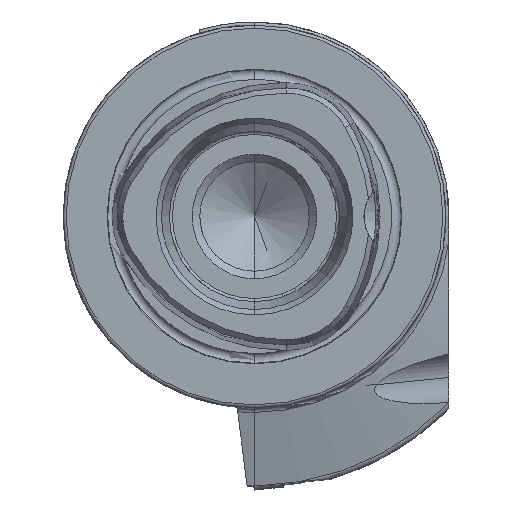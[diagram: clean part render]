
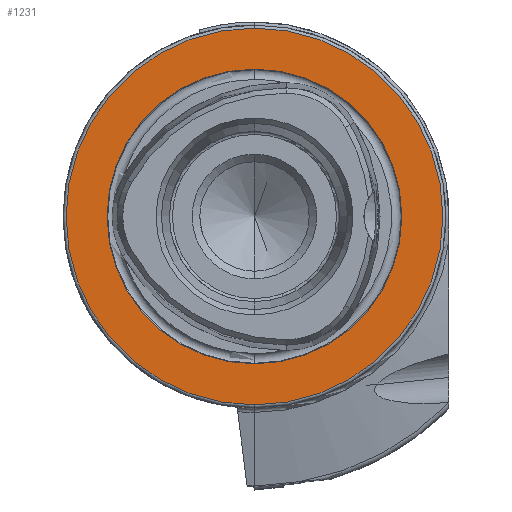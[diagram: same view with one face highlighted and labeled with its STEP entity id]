
A CAD part, left-side view. The second image highlights one B-rep face of the part: STEP entity #1231.
In plain terms, the highlighted planar face has unit normal (-1, 0, 0).
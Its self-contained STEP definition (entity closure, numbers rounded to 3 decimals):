
#56 = FACE_BOUND ( 'NONE', #3622, .T. ) ;
#268 = CARTESIAN_POINT ( 'NONE',  ( 0., 0., 0. ) ) ;
#464 = AXIS2_PLACEMENT_3D ( 'NONE', #5358, #11612, #6289 ) ;
#622 = CARTESIAN_POINT ( 'NONE',  ( 0., 0., 24.25 ) ) ;
#667 = CIRCLE ( 'NONE', #1706, 24.25 ) ;
#1020 = PLANE ( 'NONE',  #5892 ) ;
#1181 = DIRECTION ( 'NONE',  ( 0., 0., 1. ) ) ;
#1231 = ADVANCED_FACE ( 'NONE', ( #56, #2736 ), #1020, .F. ) ;
#1706 = AXIS2_PLACEMENT_3D ( 'NONE', #4803, #4538, #4501 ) ;
#2038 = CIRCLE ( 'NONE', #4181, 24.25 ) ;
#2641 = CARTESIAN_POINT ( 'NONE',  ( 0., 0., -24.25 ) ) ;
#2682 = CARTESIAN_POINT ( 'NONE',  ( 0., 0., -31. ) ) ;
#2736 = FACE_OUTER_BOUND ( 'NONE', #4507, .T. ) ;
#2876 = DIRECTION ( 'NONE',  ( 0., 0., 1. ) ) ;
#2899 = DIRECTION ( 'NONE',  ( -1., 0., 0. ) ) ;
#2912 = CARTESIAN_POINT ( 'NONE',  ( 0., 0., 0. ) ) ;
#2944 = AXIS2_PLACEMENT_3D ( 'NONE', #2912, #2899, #2876 ) ;
#3622 = EDGE_LOOP ( 'NONE', ( #7999, #8729 ) ) ;
#3819 = EDGE_CURVE ( 'NONE', #5857, #7201, #9906, .T. ) ;
#4181 = AXIS2_PLACEMENT_3D ( 'NONE', #268, #6675, #1181 ) ;
#4207 = EDGE_CURVE ( 'NONE', #6164, #5800, #667, .T. ) ;
#4501 = DIRECTION ( 'NONE',  ( 0., 0., 1. ) ) ;
#4507 = EDGE_LOOP ( 'NONE', ( #9269, #9354 ) ) ;
#4538 = DIRECTION ( 'NONE',  ( -1., 0., 0. ) ) ;
#4803 = CARTESIAN_POINT ( 'NONE',  ( 0., 0., 0. ) ) ;
#5358 = CARTESIAN_POINT ( 'NONE',  ( 0., 0., 0. ) ) ;
#5510 = CIRCLE ( 'NONE', #464, 31. ) ;
#5800 = VERTEX_POINT ( 'NONE', #2641 ) ;
#5857 = VERTEX_POINT ( 'NONE', #2682 ) ;
#5892 = AXIS2_PLACEMENT_3D ( 'NONE', #10801, #10979, #10827 ) ;
#6164 = VERTEX_POINT ( 'NONE', #622 ) ;
#6289 = DIRECTION ( 'NONE',  ( 0., 0., 1. ) ) ;
#6528 = EDGE_CURVE ( 'NONE', #5800, #6164, #2038, .T. ) ;
#6675 = DIRECTION ( 'NONE',  ( -1., 0., 0. ) ) ;
#6768 = CARTESIAN_POINT ( 'NONE',  ( 0., 0., 31. ) ) ;
#6915 = EDGE_CURVE ( 'NONE', #7201, #5857, #5510, .T. ) ;
#7201 = VERTEX_POINT ( 'NONE', #6768 ) ;
#7999 = ORIENTED_EDGE ( 'NONE', *, *, #4207, .F. ) ;
#8729 = ORIENTED_EDGE ( 'NONE', *, *, #6528, .F. ) ;
#9269 = ORIENTED_EDGE ( 'NONE', *, *, #6915, .T. ) ;
#9354 = ORIENTED_EDGE ( 'NONE', *, *, #3819, .T. ) ;
#9906 = CIRCLE ( 'NONE', #2944, 31. ) ;
#10801 = CARTESIAN_POINT ( 'NONE',  ( 0., 24.25, 0. ) ) ;
#10827 = DIRECTION ( 'NONE',  ( 0., 0., -1. ) ) ;
#10979 = DIRECTION ( 'NONE',  ( 1., 0., 0. ) ) ;
#11612 = DIRECTION ( 'NONE',  ( -1., 0., 0. ) ) ;
